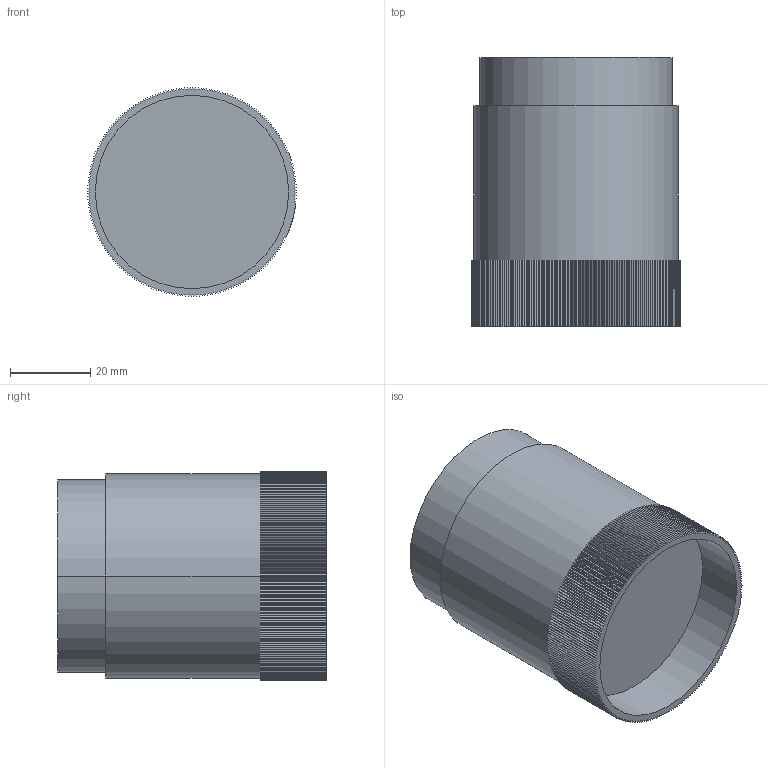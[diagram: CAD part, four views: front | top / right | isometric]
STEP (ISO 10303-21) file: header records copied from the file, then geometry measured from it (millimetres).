
FILE_DESCRIPTION(('STEP AP214'),'1');
FILE_NAME('cctmp_F9A26BB0-EA29-44CB-A6BD-151F3C652AAE_2023_10_16_23_11_03_0059..stp','2023-10-16T21:11:03',('SIEMENS A&D'),('CADClick - www.CADClick.com'),'Spatial InterOp 3D postprocessed',' ','unknown authorization');
FILE_SCHEMA(('AUTOMOTIVE_DESIGN'));
Length unit declared in the file: millimetre
Products named in the file (1): 2023_10_16_23_11_03_0028
Bounding box: 52 x 67 x 52 mm (x, y, z)
Volume: 112601.1 mm3; surface area: 17743.1 mm2
Topology: 1 solids, 1 shells, 694 faces, 1987 edges, 1314 vertices
Faces by surface type: plane 616, bspline 70, cylinder 8
Entity records: 27401 total; most frequent: CARTESIAN_POINT 7610, ORIENTED_EDGE 3974, DIRECTION 3127, EDGE_CURVE 1987, LINE 1817, VECTOR 1817, VERTEX_POINT 1314, EDGE_LOOP 713
